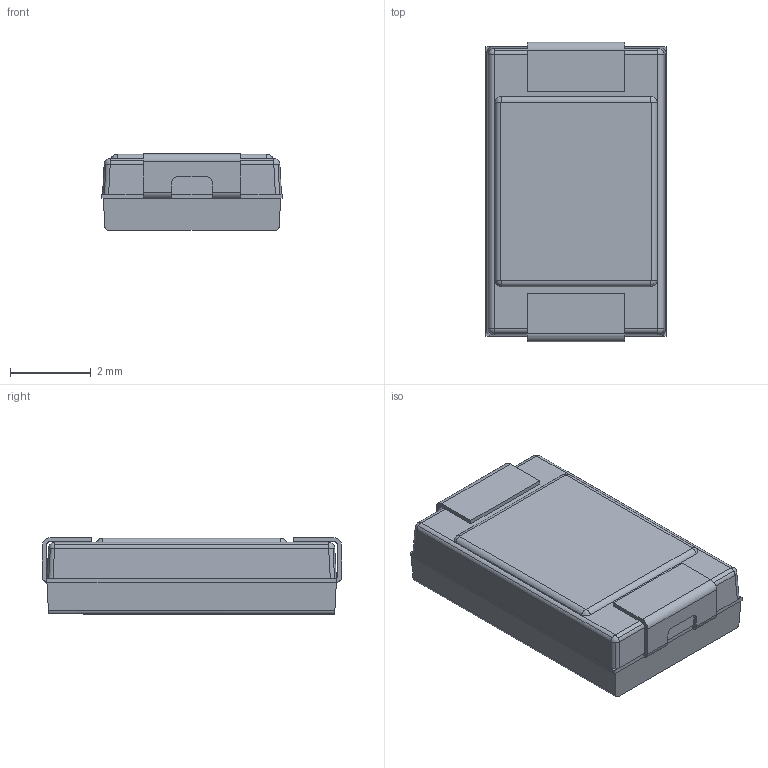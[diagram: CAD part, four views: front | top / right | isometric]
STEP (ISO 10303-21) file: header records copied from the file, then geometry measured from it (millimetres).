
FILE_DESCRIPTION (( 'STEP AP214' ), '1' );
FILE_NAME ('TAN_Y.stp', '2019-02-13T01:17:42', ( '' ), ( '' ), 'SwSTEP 2.0', 'SolidWorks 2018', '' );
FILE_SCHEMA (( 'AUTOMOTIVE_DESIGN' ));
Length unit declared in the file: millimetre
Products named in the file (1): TAN_Y
Bounding box: 4.45 x 7.4 x 1.9 mm (x, y, z)
Volume: 57.7 mm3; surface area: 120.8 mm2
Topology: 1 solids, 1 shells, 91 faces, 252 edges, 160 vertices
Faces by surface type: plane 41, cylinder 40, bspline 6, sphere 4
Entity records: 3578 total; most frequent: CARTESIAN_POINT 802, ORIENTED_EDGE 504, DIRECTION 470, EDGE_CURVE 252, VERTEX_POINT 160, LINE 158, VECTOR 158, AXIS2_PLACEMENT_3D 156
